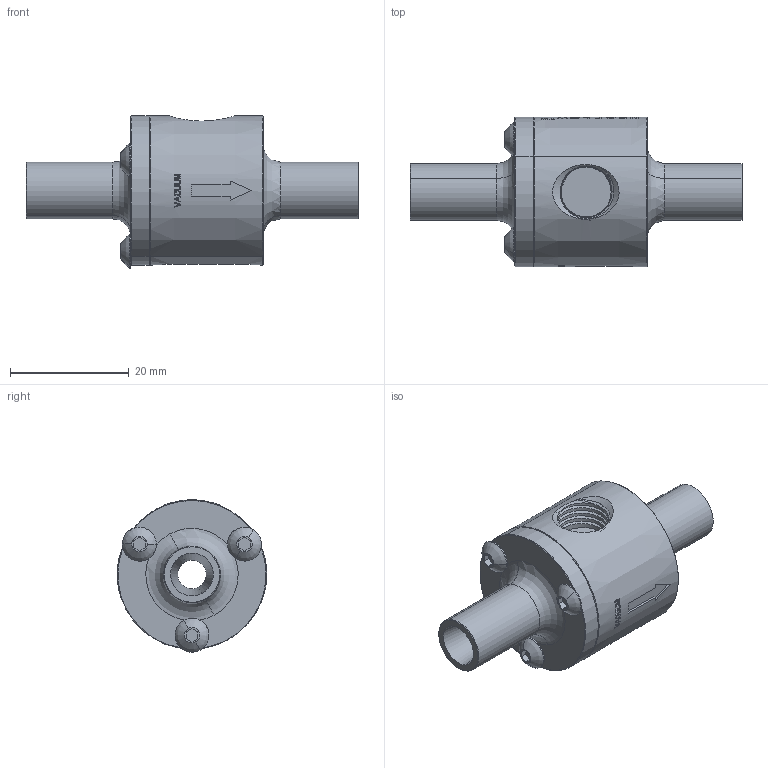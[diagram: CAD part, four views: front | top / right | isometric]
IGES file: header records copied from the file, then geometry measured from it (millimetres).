
Start section: START RECORD GO HERE.
Global section: file name: Outline.igs; native system: DASSAULT SYSTEMES CATIA V5 R20 - www.3ds.com; preprocessor: CATIA Version 5 Release 20 ; author: DESIGNENG; organization: DESIGNENG; date: 20160509.142442; units: millimetre
Bounding box: 55.8 x 25.1 x 25.6 mm (x, y, z)
Volume: 11948 mm3; surface area: 5252.5 mm2
Topology: 1 solids, 1 shells, 810 faces, 2129 edges, 1357 vertices
Faces by surface type: plane 266, bspline 248, revolution 152, extrusion 144
